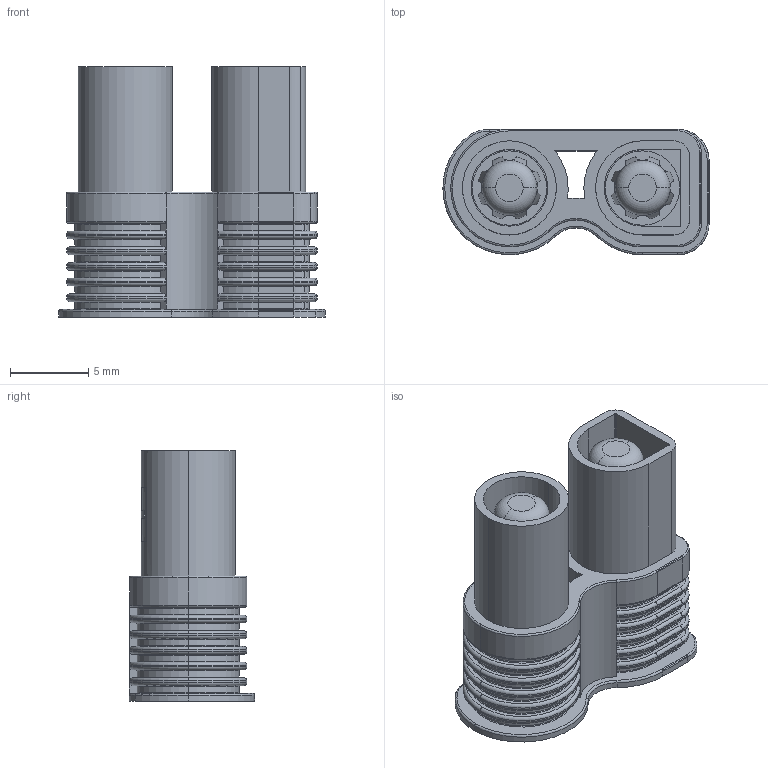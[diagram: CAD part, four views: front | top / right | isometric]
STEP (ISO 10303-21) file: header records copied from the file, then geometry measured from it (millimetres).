
FILE_DESCRIPTION(('STEP AP214'),'1');
FILE_NAME('EC3 Connector Plug.stp','2013-01-17T15:15:00',(' '),(' '),'Spatial InterOp 3D',' ',' ');
FILE_SCHEMA(('automotive_design'));
Length unit declared in the file: millimetre
Products named in the file (7): EC3 Connector Assembly; Shell2; 3-5mm Bullit Plug; Pin; Spring; Plug; EC3 Connector Plug
Assembly tree (7 placements, depth 5):
  EC3 Connector Plug
    EC3 Connector Assembly
      Shell2
      Plug  x2
        3-5mm Bullit Plug
          Pin
          Spring
Bounding box: 17 x 8.02 x 16 mm (x, y, z)
Volume: 836.5 mm3; surface area: 2246.1 mm2
Topology: 5 solids, 5 shells, 663 faces, 1747 edges, 1110 vertices
Faces by surface type: cylinder 270, plane 179, torus 140, bspline 68, extrusion 6
Entity records: 24295 total; most frequent: CARTESIAN_POINT 4885, DIRECTION 3256, ORIENTED_EDGE 3012, EDGE_CURVE 1506, AXIS2_PLACEMENT_3D 1301, VERTEX_POINT 946, CIRCLE 749, VECTOR 654
